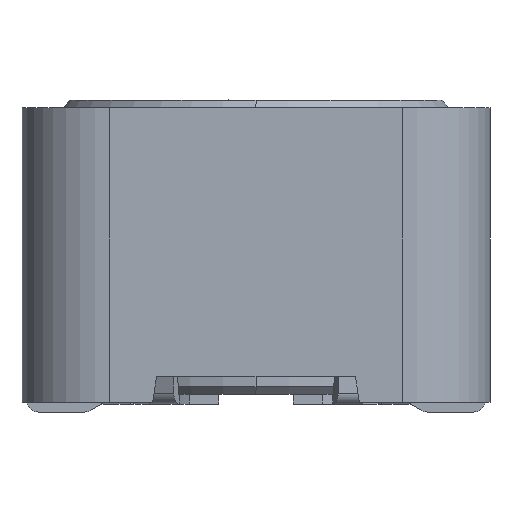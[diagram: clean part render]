
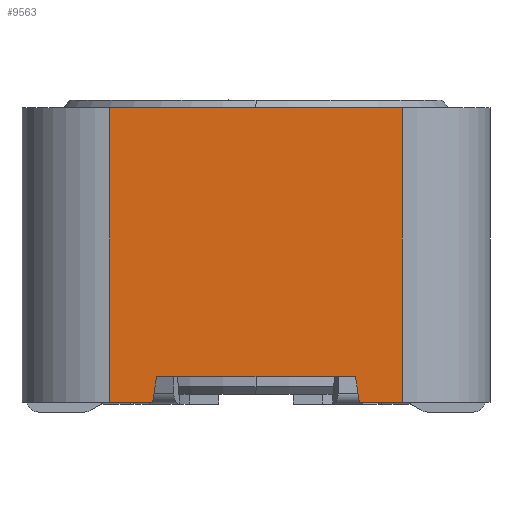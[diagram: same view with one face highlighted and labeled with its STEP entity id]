
A CAD part, left-side view. The second image highlights one B-rep face of the part: STEP entity #9563.
In plain terms, the highlighted planar face has unit normal (-1, 0, 0).
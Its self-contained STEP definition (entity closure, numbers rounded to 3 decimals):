
#154 = ORIENTED_EDGE ( 'NONE', *, *, #21743, .T. ) ;
#320 = DIRECTION ( 'NONE',  ( 0., -0.152, -0.988 ) ) ;
#847 = VECTOR ( 'NONE', #320, 1000. ) ;
#2264 = LINE ( 'NONE', #11629, #11512 ) ;
#2634 = CARTESIAN_POINT ( 'NONE',  ( -6., 3.75, 7.6 ) ) ;
#2693 = VERTEX_POINT ( 'NONE', #3057 ) ;
#3057 = CARTESIAN_POINT ( 'NONE',  ( -6., 2.55, 0.7 ) ) ;
#3097 = EDGE_CURVE ( 'NONE', #6575, #14571, #2264, .T. ) ;
#3243 = DIRECTION ( 'NONE',  ( 0., 0., -1. ) ) ;
#3793 = ORIENTED_EDGE ( 'NONE', *, *, #22231, .T. ) ;
#3863 = ORIENTED_EDGE ( 'NONE', *, *, #14947, .T. ) ;
#3873 = PLANE ( 'NONE',  #6737 ) ;
#3944 = DIRECTION ( 'NONE',  ( 0., -1., 0. ) ) ;
#5036 = CARTESIAN_POINT ( 'NONE',  ( -6., -3.75, 0.05 ) ) ;
#5166 = CARTESIAN_POINT ( 'NONE',  ( -6., 1.675, 6.385 ) ) ;
#6197 = VECTOR ( 'NONE', #22286, 1000. ) ;
#6359 = ORIENTED_EDGE ( 'NONE', *, *, #17130, .T. ) ;
#6575 = VERTEX_POINT ( 'NONE', #10977 ) ;
#6605 = CARTESIAN_POINT ( 'NONE',  ( -6., -2.65, 0.05 ) ) ;
#6737 = AXIS2_PLACEMENT_3D ( 'NONE', #2634, #21545, #9349 ) ;
#6836 = ORIENTED_EDGE ( 'NONE', *, *, #18019, .T. ) ;
#7189 = LINE ( 'NONE', #14927, #10726 ) ;
#7350 = CARTESIAN_POINT ( 'NONE',  ( -6., 6., 0.05 ) ) ;
#7556 = VECTOR ( 'NONE', #21037, 1000. ) ;
#7760 = VERTEX_POINT ( 'NONE', #5036 ) ;
#7882 = EDGE_LOOP ( 'NONE', ( #18726, #6836, #3863, #6359, #154, #3793, #9734, #19908 ) ) ;
#7908 = VERTEX_POINT ( 'NONE', #9303 ) ;
#9303 = CARTESIAN_POINT ( 'NONE',  ( -6., -2.55, 0.7 ) ) ;
#9349 = DIRECTION ( 'NONE',  ( 0., 0., -1. ) ) ;
#9563 = ADVANCED_FACE ( 'NONE', ( #10987 ), #3873, .F. ) ;
#9734 = ORIENTED_EDGE ( 'NONE', *, *, #19921, .F. ) ;
#9845 = VERTEX_POINT ( 'NONE', #15770 ) ;
#10084 = CARTESIAN_POINT ( 'NONE',  ( -6., 3.75, 7.6 ) ) ;
#10683 = VECTOR ( 'NONE', #12234, 1000. ) ;
#10726 = VECTOR ( 'NONE', #18574, 1000. ) ;
#10843 = LINE ( 'NONE', #10084, #6197 ) ;
#10977 = CARTESIAN_POINT ( 'NONE',  ( -6., 3.75, 7.6 ) ) ;
#10987 = FACE_OUTER_BOUND ( 'NONE', #7882, .T. ) ;
#11149 = LINE ( 'NONE', #7350, #13306 ) ;
#11512 = VECTOR ( 'NONE', #14826, 1000. ) ;
#11629 = CARTESIAN_POINT ( 'NONE',  ( -6., 3.75, 7.6 ) ) ;
#11758 = CARTESIAN_POINT ( 'NONE',  ( -6., -3.75, 7.6 ) ) ;
#12234 = DIRECTION ( 'NONE',  ( 0., -0.152, 0.988 ) ) ;
#12263 = LINE ( 'NONE', #14067, #847 ) ;
#13252 = LINE ( 'NONE', #15792, #7556 ) ;
#13279 = VERTEX_POINT ( 'NONE', #6605 ) ;
#13306 = VECTOR ( 'NONE', #3944, 1000. ) ;
#13542 = EDGE_CURVE ( 'NONE', #6575, #9845, #10843, .T. ) ;
#14067 = CARTESIAN_POINT ( 'NONE',  ( -6., -1.398, 8.188 ) ) ;
#14571 = VERTEX_POINT ( 'NONE', #19294 ) ;
#14826 = DIRECTION ( 'NONE',  ( 0., -1., 0. ) ) ;
#14927 = CARTESIAN_POINT ( 'NONE',  ( -6., 6., 0.05 ) ) ;
#14947 = EDGE_CURVE ( 'NONE', #18178, #2693, #18052, .T. ) ;
#15474 = LINE ( 'NONE', #11758, #19048 ) ;
#15770 = CARTESIAN_POINT ( 'NONE',  ( -6., 3.75, 0.05 ) ) ;
#15792 = CARTESIAN_POINT ( 'NONE',  ( -6., 6., 0.7 ) ) ;
#17130 = EDGE_CURVE ( 'NONE', #2693, #7908, #13252, .T. ) ;
#18019 = EDGE_CURVE ( 'NONE', #9845, #18178, #7189, .T. ) ;
#18052 = LINE ( 'NONE', #5166, #10683 ) ;
#18178 = VERTEX_POINT ( 'NONE', #18812 ) ;
#18574 = DIRECTION ( 'NONE',  ( 0., -1., 0. ) ) ;
#18726 = ORIENTED_EDGE ( 'NONE', *, *, #13542, .T. ) ;
#18812 = CARTESIAN_POINT ( 'NONE',  ( -6., 2.65, 0.05 ) ) ;
#19048 = VECTOR ( 'NONE', #3243, 1000. ) ;
#19294 = CARTESIAN_POINT ( 'NONE',  ( -6., -3.75, 7.6 ) ) ;
#19908 = ORIENTED_EDGE ( 'NONE', *, *, #3097, .F. ) ;
#19921 = EDGE_CURVE ( 'NONE', #14571, #7760, #15474, .T. ) ;
#21037 = DIRECTION ( 'NONE',  ( 0., -1., 0. ) ) ;
#21545 = DIRECTION ( 'NONE',  ( 1., 0., 0. ) ) ;
#21743 = EDGE_CURVE ( 'NONE', #7908, #13279, #12263, .T. ) ;
#22231 = EDGE_CURVE ( 'NONE', #13279, #7760, #11149, .T. ) ;
#22286 = DIRECTION ( 'NONE',  ( 0., 0., -1. ) ) ;
